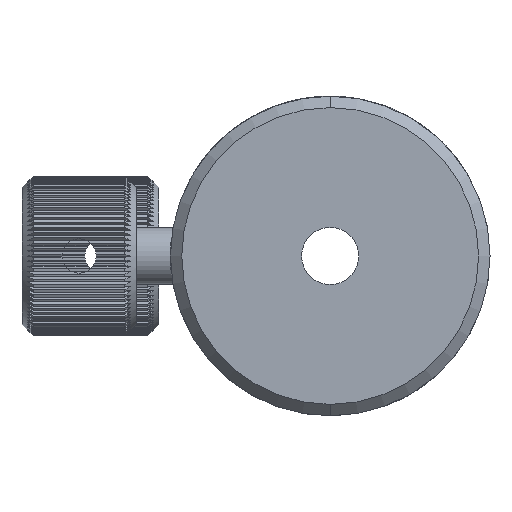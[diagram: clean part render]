
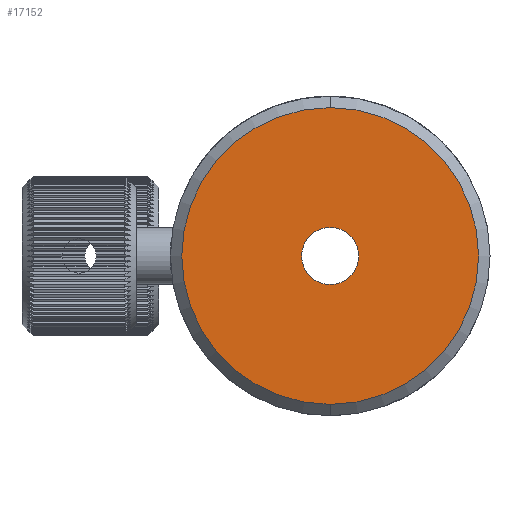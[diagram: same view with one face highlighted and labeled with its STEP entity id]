
A CAD part, front view. The second image highlights one B-rep face of the part: STEP entity #17152.
In plain terms, the highlighted planar face has unit normal (0, -1, 0).
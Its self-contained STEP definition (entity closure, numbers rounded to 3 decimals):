
#50 = DIRECTION ( 'NONE',  ( 0., 0., -1. ) ) ;
#106 = VERTEX_POINT ( 'NONE', #25412 ) ;
#580 = CARTESIAN_POINT ( 'NONE',  ( -4.735, -37.743, 71. ) ) ;
#1238 = EDGE_CURVE ( 'NONE', #106, #19244, #12604, .T. ) ;
#1616 = CARTESIAN_POINT ( 'NONE',  ( -4.735, -37.743, 58. ) ) ;
#1624 = DIRECTION ( 'NONE',  ( 0., -1., 0. ) ) ;
#2219 = AXIS2_PLACEMENT_3D ( 'NONE', #20046, #14109, #24150 ) ;
#2655 = DIRECTION ( 'NONE',  ( 0., 1., 0. ) ) ;
#3547 = AXIS2_PLACEMENT_3D ( 'NONE', #580, #8810, #20642 ) ;
#4672 = EDGE_CURVE ( 'NONE', #22929, #26159, #15539, .T. ) ;
#4998 = ORIENTED_EDGE ( 'NONE', *, *, #1238, .F. ) ;
#6630 = CIRCLE ( 'NONE', #2219, 13. ) ;
#7255 = CARTESIAN_POINT ( 'NONE',  ( -4.735, -37.743, 84. ) ) ;
#8273 = DIRECTION ( 'NONE',  ( 0., -1., 0. ) ) ;
#8309 = CIRCLE ( 'NONE', #3547, 2.5 ) ;
#8810 = DIRECTION ( 'NONE',  ( 0., -1., 0. ) ) ;
#8916 = CARTESIAN_POINT ( 'NONE',  ( -4.735, -37.743, 71. ) ) ;
#12604 = CIRCLE ( 'NONE', #18685, 2.5 ) ;
#12857 = ORIENTED_EDGE ( 'NONE', *, *, #21561, .T. ) ;
#14109 = DIRECTION ( 'NONE',  ( 0., -1., 0. ) ) ;
#15539 = CIRCLE ( 'NONE', #25361, 13. ) ;
#16399 = CARTESIAN_POINT ( 'NONE',  ( -4.735, -37.743, 71. ) ) ;
#16914 = DIRECTION ( 'NONE',  ( 0., 0., 1. ) ) ;
#17011 = EDGE_CURVE ( 'NONE', #19244, #106, #8309, .T. ) ;
#17152 = ADVANCED_FACE ( 'NONE', ( #23627, #25877 ), #23247, .F. ) ;
#18110 = ORIENTED_EDGE ( 'NONE', *, *, #17011, .F. ) ;
#18261 = ORIENTED_EDGE ( 'NONE', *, *, #4672, .T. ) ;
#18685 = AXIS2_PLACEMENT_3D ( 'NONE', #16399, #8273, #50 ) ;
#19244 = VERTEX_POINT ( 'NONE', #21621 ) ;
#19404 = AXIS2_PLACEMENT_3D ( 'NONE', #8916, #2655, #16914 ) ;
#20046 = CARTESIAN_POINT ( 'NONE',  ( -4.735, -37.743, 71. ) ) ;
#20642 = DIRECTION ( 'NONE',  ( 0., 0., -1. ) ) ;
#21561 = EDGE_CURVE ( 'NONE', #26159, #22929, #6630, .T. ) ;
#21621 = CARTESIAN_POINT ( 'NONE',  ( -4.735, -37.743, 68.5 ) ) ;
#22058 = CARTESIAN_POINT ( 'NONE',  ( -4.735, -37.743, 71. ) ) ;
#22929 = VERTEX_POINT ( 'NONE', #7255 ) ;
#23247 = PLANE ( 'NONE',  #19404 ) ;
#23627 = FACE_OUTER_BOUND ( 'NONE', #25580, .T. ) ;
#24150 = DIRECTION ( 'NONE',  ( 0., 0., 1. ) ) ;
#25015 = EDGE_LOOP ( 'NONE', ( #18110, #4998 ) ) ;
#25361 = AXIS2_PLACEMENT_3D ( 'NONE', #22058, #1624, #26244 ) ;
#25412 = CARTESIAN_POINT ( 'NONE',  ( -4.735, -37.743, 73.5 ) ) ;
#25580 = EDGE_LOOP ( 'NONE', ( #18261, #12857 ) ) ;
#25877 = FACE_BOUND ( 'NONE', #25015, .T. ) ;
#26159 = VERTEX_POINT ( 'NONE', #1616 ) ;
#26244 = DIRECTION ( 'NONE',  ( 0., 0., 1. ) ) ;
